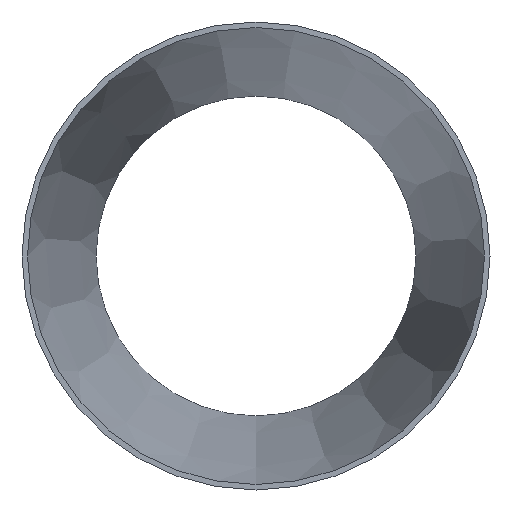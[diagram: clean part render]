
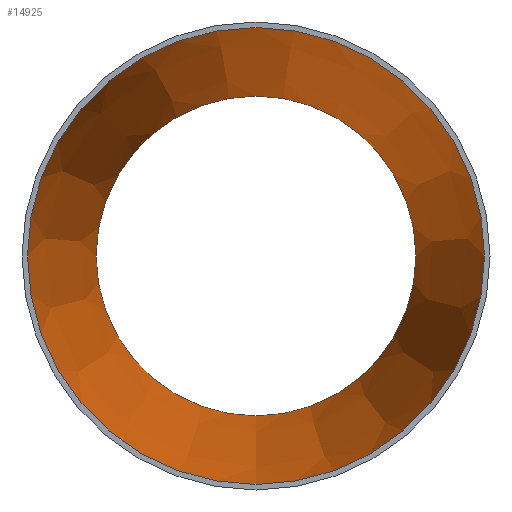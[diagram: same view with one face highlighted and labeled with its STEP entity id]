
A CAD part, front view. The second image highlights one B-rep face of the part: STEP entity #14925.
In plain terms, the highlighted conical face has half-angle 8.398 degrees and reference radius 249.935 mm.
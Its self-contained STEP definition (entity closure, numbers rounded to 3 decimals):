
#961 = CARTESIAN_POINT ( 'NONE',  ( 0., 0., -249.935 ) ) ;
#1265 = EDGE_CURVE ( 'NONE', #22409, #22409, #20966, .T. ) ;
#2382 = AXIS2_PLACEMENT_3D ( 'NONE', #32581, #46055, #42977 ) ;
#2894 = AXIS2_PLACEMENT_3D ( 'NONE', #15655, #16355, #12126 ) ;
#8960 = CARTESIAN_POINT ( 'NONE',  ( 0., 508., -174.935 ) ) ;
#12126 = DIRECTION ( 'NONE',  ( 0., 0., -1. ) ) ;
#13665 = CONICAL_SURFACE ( 'NONE', #2382, 249.935, 0.147 ) ;
#14925 = ADVANCED_FACE ( 'NONE', ( #28557, #39439 ), #13665, .F. ) ;
#15655 = CARTESIAN_POINT ( 'NONE',  ( 0., 0., 0. ) ) ;
#16220 = DIRECTION ( 'NONE',  ( 0., 0., -1. ) ) ;
#16355 = DIRECTION ( 'NONE',  ( 0., -1., 0. ) ) ;
#19623 = AXIS2_PLACEMENT_3D ( 'NONE', #23537, #34148, #16220 ) ;
#20966 = CIRCLE ( 'NONE', #2894, 249.935 ) ;
#21886 = CIRCLE ( 'NONE', #19623, 174.935 ) ;
#22409 = VERTEX_POINT ( 'NONE', #961 ) ;
#23537 = CARTESIAN_POINT ( 'NONE',  ( 0., 508., 0. ) ) ;
#28557 = FACE_BOUND ( 'NONE', #30820, .T. ) ;
#28665 = EDGE_CURVE ( 'NONE', #34165, #34165, #21886, .T. ) ;
#30464 = ORIENTED_EDGE ( 'NONE', *, *, #1265, .T. ) ;
#30820 = EDGE_LOOP ( 'NONE', ( #35210 ) ) ;
#32581 = CARTESIAN_POINT ( 'NONE',  ( 0., 0., 0. ) ) ;
#34148 = DIRECTION ( 'NONE',  ( 0., -1., 0. ) ) ;
#34165 = VERTEX_POINT ( 'NONE', #8960 ) ;
#35210 = ORIENTED_EDGE ( 'NONE', *, *, #28665, .F. ) ;
#39163 = EDGE_LOOP ( 'NONE', ( #30464 ) ) ;
#39439 = FACE_OUTER_BOUND ( 'NONE', #39163, .T. ) ;
#42977 = DIRECTION ( 'NONE',  ( 0., 0., -1. ) ) ;
#46055 = DIRECTION ( 'NONE',  ( 0., -1., 0. ) ) ;
